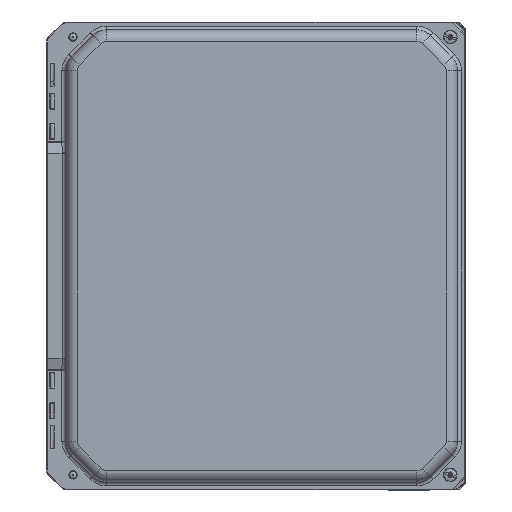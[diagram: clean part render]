
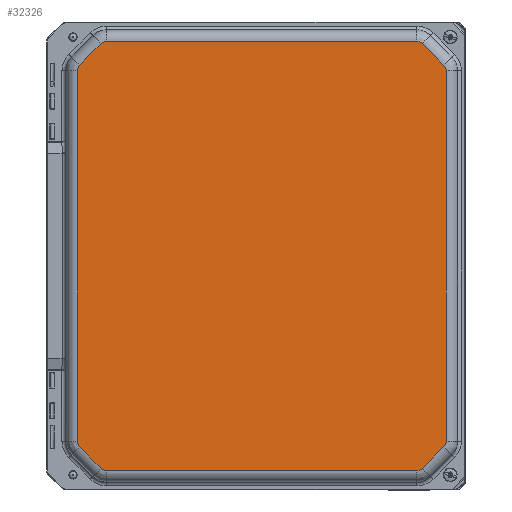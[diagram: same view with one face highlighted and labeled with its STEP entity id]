
A CAD part, top view. The second image highlights one B-rep face of the part: STEP entity #32326.
In plain terms, the highlighted planar face has unit normal (0, 0, 1).
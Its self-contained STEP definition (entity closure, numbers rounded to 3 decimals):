
#4608=LINE('',#72865,#6707);
#4611=LINE('',#72872,#6710);
#4612=LINE('',#72901,#6711);
#4613=LINE('',#72905,#6712);
#4614=LINE('',#72935,#6713);
#4616=LINE('',#72941,#6715);
#4617=LINE('',#72970,#6716);
#4618=LINE('',#72974,#6717);
#6707=VECTOR('',#46051,10.268);
#6710=VECTOR('',#46058,1.013);
#6711=VECTOR('',#46073,1.013);
#6712=VECTOR('',#46078,12.27);
#6713=VECTOR('',#46093,12.27);
#6715=VECTOR('',#46099,1.013);
#6716=VECTOR('',#46114,1.013);
#6717=VECTOR('',#46119,10.268);
#7295=PLANE('',#36355);
#9426=FACE_OUTER_BOUND('',#11583,.T.);
#11583=EDGE_LOOP('',(#29796,#29797,#29798,#29799,#29800,#29801,#29802,#29803,
#29804,#29805,#29806,#29807,#29808,#29809,#29810,#29811));
#13062=CIRCLE('',#36318,0.254);
#13068=CIRCLE('',#36326,0.254);
#13071=CIRCLE('',#36329,0.254);
#13075=CIRCLE('',#36335,0.254);
#13078=CIRCLE('',#36338,0.254);
#13082=CIRCLE('',#36344,0.254);
#13085=CIRCLE('',#36347,0.254);
#13088=CIRCLE('',#36352,0.254);
#15858=VERTEX_POINT('',#72855);
#15859=VERTEX_POINT('',#72857);
#15861=VERTEX_POINT('',#72863);
#15862=VERTEX_POINT('',#72868);
#15864=VERTEX_POINT('',#72882);
#15865=VERTEX_POINT('',#72894);
#15866=VERTEX_POINT('',#72899);
#15867=VERTEX_POINT('',#72903);
#15868=VERTEX_POINT('',#72915);
#15869=VERTEX_POINT('',#72927);
#15871=VERTEX_POINT('',#72933);
#15872=VERTEX_POINT('',#72937);
#15874=VERTEX_POINT('',#72951);
#15875=VERTEX_POINT('',#72963);
#15876=VERTEX_POINT('',#72968);
#15877=VERTEX_POINT('',#72972);
#20522=EDGE_CURVE('',#15858,#15859,#13062,.T.);
#20526=EDGE_CURVE('',#15861,#15858,#4608,.T.);
#20530=EDGE_CURVE('',#15859,#15862,#4611,.T.);
#20532=EDGE_CURVE('',#15864,#15861,#13068,.T.);
#20535=EDGE_CURVE('',#15862,#15865,#13071,.T.);
#20537=EDGE_CURVE('',#15866,#15864,#4612,.T.);
#20539=EDGE_CURVE('',#15865,#15867,#4613,.T.);
#20541=EDGE_CURVE('',#15868,#15866,#13075,.T.);
#20544=EDGE_CURVE('',#15867,#15869,#13078,.T.);
#20546=EDGE_CURVE('',#15871,#15868,#4614,.T.);
#20549=EDGE_CURVE('',#15869,#15872,#4616,.T.);
#20551=EDGE_CURVE('',#15874,#15871,#13082,.T.);
#20554=EDGE_CURVE('',#15872,#15875,#13085,.T.);
#20556=EDGE_CURVE('',#15876,#15874,#4617,.T.);
#20558=EDGE_CURVE('',#15875,#15877,#4618,.T.);
#20559=EDGE_CURVE('',#15877,#15876,#13088,.T.);
#29796=ORIENTED_EDGE('',*,*,#20522,.F.);
#29797=ORIENTED_EDGE('',*,*,#20526,.F.);
#29798=ORIENTED_EDGE('',*,*,#20532,.F.);
#29799=ORIENTED_EDGE('',*,*,#20537,.F.);
#29800=ORIENTED_EDGE('',*,*,#20541,.F.);
#29801=ORIENTED_EDGE('',*,*,#20546,.F.);
#29802=ORIENTED_EDGE('',*,*,#20551,.F.);
#29803=ORIENTED_EDGE('',*,*,#20556,.F.);
#29804=ORIENTED_EDGE('',*,*,#20559,.F.);
#29805=ORIENTED_EDGE('',*,*,#20558,.F.);
#29806=ORIENTED_EDGE('',*,*,#20554,.F.);
#29807=ORIENTED_EDGE('',*,*,#20549,.F.);
#29808=ORIENTED_EDGE('',*,*,#20544,.F.);
#29809=ORIENTED_EDGE('',*,*,#20539,.F.);
#29810=ORIENTED_EDGE('',*,*,#20535,.F.);
#29811=ORIENTED_EDGE('',*,*,#20530,.F.);
#32326=ADVANCED_FACE('',(#9426),#7295,.T.);
#36318=AXIS2_PLACEMENT_3D('',#72858,#46041,#46042);
#36326=AXIS2_PLACEMENT_3D('',#72884,#46061,#46062);
#36329=AXIS2_PLACEMENT_3D('',#72897,#46067,#46068);
#36335=AXIS2_PLACEMENT_3D('',#72917,#46081,#46082);
#36338=AXIS2_PLACEMENT_3D('',#72931,#46087,#46088);
#36344=AXIS2_PLACEMENT_3D('',#72953,#46102,#46103);
#36347=AXIS2_PLACEMENT_3D('',#72966,#46108,#46109);
#36352=AXIS2_PLACEMENT_3D('',#72984,#46120,#46121);
#36355=AXIS2_PLACEMENT_3D('',#72989,#46128,#46129);
#46041=DIRECTION('center_axis',(0.,0.,-1.));
#46042=DIRECTION('ref_axis',(-0.383,-0.924,0.));
#46051=DIRECTION('',(-1.,0.,0.));
#46058=DIRECTION('',(-0.707,0.707,0.));
#46061=DIRECTION('center_axis',(0.,0.,-1.));
#46062=DIRECTION('ref_axis',(0.383,-0.924,0.));
#46067=DIRECTION('center_axis',(0.,0.,-1.));
#46068=DIRECTION('ref_axis',(-0.924,-0.383,0.));
#46073=DIRECTION('',(-0.707,-0.707,0.));
#46078=DIRECTION('',(0.,1.,0.));
#46081=DIRECTION('center_axis',(0.,0.,-1.));
#46082=DIRECTION('ref_axis',(0.924,-0.383,0.));
#46087=DIRECTION('center_axis',(0.,0.,-1.));
#46088=DIRECTION('ref_axis',(-0.924,0.383,0.));
#46093=DIRECTION('',(0.,-1.,0.));
#46099=DIRECTION('',(0.707,0.707,0.));
#46102=DIRECTION('center_axis',(0.,0.,-1.));
#46103=DIRECTION('ref_axis',(0.924,0.383,0.));
#46108=DIRECTION('center_axis',(0.,0.,-1.));
#46109=DIRECTION('ref_axis',(-0.383,0.924,0.));
#46114=DIRECTION('',(0.707,-0.707,0.));
#46119=DIRECTION('',(1.,0.,0.));
#46120=DIRECTION('center_axis',(0.,0.,-1.));
#46121=DIRECTION('ref_axis',(0.383,0.924,0.));
#46128=DIRECTION('center_axis',(0.,0.,1.));
#46129=DIRECTION('ref_axis',(1.,0.,0.));
#72855=CARTESIAN_POINT('',(-4.946,-7.105,1.));
#72857=CARTESIAN_POINT('',(-5.125,-7.031,1.));
#72858=CARTESIAN_POINT('Origin',(-4.946,-6.852,1.));
#72863=CARTESIAN_POINT('',(5.323,-7.105,1.));
#72865=CARTESIAN_POINT('',(5.323,-7.105,1.));
#72868=CARTESIAN_POINT('',(-5.842,-6.315,1.));
#72872=CARTESIAN_POINT('',(-5.125,-7.031,1.));
#72882=CARTESIAN_POINT('',(5.502,-7.031,1.));
#72884=CARTESIAN_POINT('Origin',(5.323,-6.852,1.));
#72894=CARTESIAN_POINT('',(-5.916,-6.135,1.));
#72897=CARTESIAN_POINT('Origin',(-5.662,-6.135,1.));
#72899=CARTESIAN_POINT('',(6.219,-6.315,1.));
#72901=CARTESIAN_POINT('',(6.219,-6.315,1.));
#72903=CARTESIAN_POINT('',(-5.916,6.135,1.));
#72905=CARTESIAN_POINT('',(-5.916,-6.135,1.));
#72915=CARTESIAN_POINT('',(6.293,-6.135,1.));
#72917=CARTESIAN_POINT('Origin',(6.039,-6.135,1.));
#72927=CARTESIAN_POINT('',(-5.842,6.315,1.));
#72931=CARTESIAN_POINT('Origin',(-5.662,6.135,1.));
#72933=CARTESIAN_POINT('',(6.293,6.135,1.));
#72935=CARTESIAN_POINT('',(6.293,6.135,1.));
#72937=CARTESIAN_POINT('',(-5.125,7.031,1.));
#72941=CARTESIAN_POINT('',(-5.842,6.315,1.));
#72951=CARTESIAN_POINT('',(6.219,6.315,1.));
#72953=CARTESIAN_POINT('Origin',(6.039,6.135,1.));
#72963=CARTESIAN_POINT('',(-4.946,7.105,1.));
#72966=CARTESIAN_POINT('Origin',(-4.946,6.852,1.));
#72968=CARTESIAN_POINT('',(5.502,7.031,1.));
#72970=CARTESIAN_POINT('',(5.502,7.031,1.));
#72972=CARTESIAN_POINT('',(5.323,7.105,1.));
#72974=CARTESIAN_POINT('',(-4.946,7.105,1.));
#72984=CARTESIAN_POINT('Origin',(5.323,6.852,1.));
#72989=CARTESIAN_POINT('Origin',(0.189,0.,1.));
